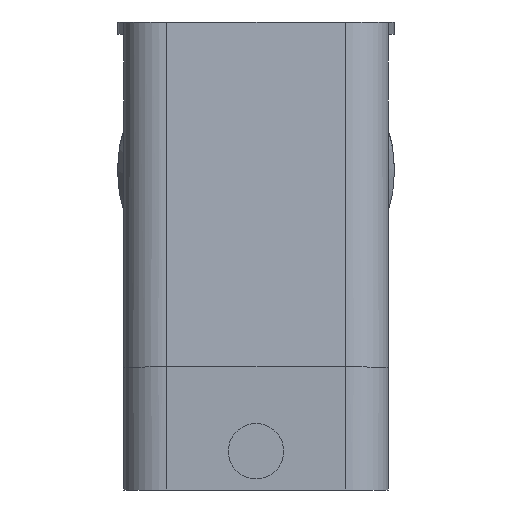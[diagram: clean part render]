
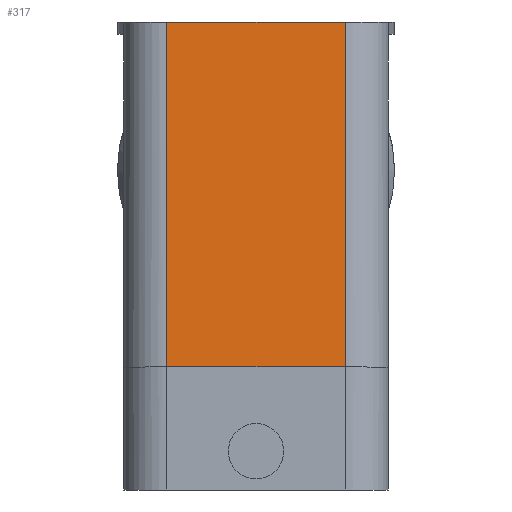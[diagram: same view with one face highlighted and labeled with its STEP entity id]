
A CAD part, left-side view. The second image highlights one B-rep face of the part: STEP entity #317.
In plain terms, the highlighted planar face has unit normal (-0.999, 0, 0.052).
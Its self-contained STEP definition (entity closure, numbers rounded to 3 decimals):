
#317 = ADVANCED_FACE( '', ( #756 ), #757, .T. );
#756 = FACE_OUTER_BOUND( '', #1319, .T. );
#757 = PLANE( '', #1320 );
#1319 = EDGE_LOOP( '', ( #2285, #2286, #2287, #2288 ) );
#1320 = AXIS2_PLACEMENT_3D( '', #2289, #2290, #2291 );
#2285 = ORIENTED_EDGE( '', *, *, #3644, .T. );
#2286 = ORIENTED_EDGE( '', *, *, #3386, .F. );
#2287 = ORIENTED_EDGE( '', *, *, #3524, .F. );
#2288 = ORIENTED_EDGE( '', *, *, #3645, .T. );
#2289 = CARTESIAN_POINT( '', ( -46.65, -21.5, 20. ) );
#2290 = DIRECTION( '', ( -0.999, 0., 0.052 ) );
#2291 = DIRECTION( '', ( 0.052, 0., 0.999 ) );
#3386 = EDGE_CURVE( '', #4041, #4023, #4043, .T. );
#3524 = EDGE_CURVE( '', #4275, #4041, #4277, .T. );
#3644 = EDGE_CURVE( '', #4462, #4023, #4463, .T. );
#3645 = EDGE_CURVE( '', #4275, #4462, #4464, .T. );
#4023 = VERTEX_POINT( '', #4947 );
#4041 = VERTEX_POINT( '', #4970 );
#4043 = LINE( '', #4972, #4973 );
#4275 = VERTEX_POINT( '', #5415 );
#4277 = LINE( '', #5417, #5418 );
#4462 = VERTEX_POINT( '', #5783 );
#4463 = LINE( '', #5784, #5785 );
#4464 = LINE( '', #5786, #5787 );
#4947 = CARTESIAN_POINT( '', ( -43.75, -14.5, 76. ) );
#4970 = CARTESIAN_POINT( '', ( -43.75, 14.5, 76. ) );
#4972 = CARTESIAN_POINT( '', ( -43.75, 0., 76. ) );
#4973 = VECTOR( '', #6499, 1000. );
#5415 = CARTESIAN_POINT( '', ( -46.65, 14.5, 20. ) );
#5417 = CARTESIAN_POINT( '', ( -43.75, 14.5, 76. ) );
#5418 = VECTOR( '', #6631, 1000. );
#5783 = CARTESIAN_POINT( '', ( -46.65, -14.5, 20. ) );
#5784 = CARTESIAN_POINT( '', ( -43.75, -14.5, 76. ) );
#5785 = VECTOR( '', #6754, 1000. );
#5786 = CARTESIAN_POINT( '', ( -46.65, 0., 20. ) );
#5787 = VECTOR( '', #6755, 1000. );
#6499 = DIRECTION( '', ( 0., -1., 0. ) );
#6631 = DIRECTION( '', ( 0.052, 0., 0.999 ) );
#6754 = DIRECTION( '', ( 0.052, 0., 0.999 ) );
#6755 = DIRECTION( '', ( 0., -1., 0. ) );
